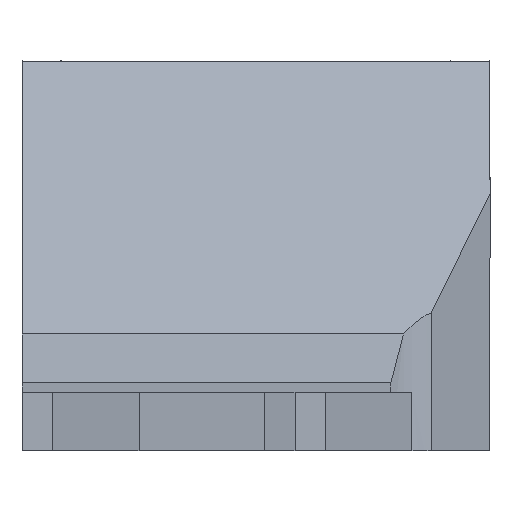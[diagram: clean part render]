
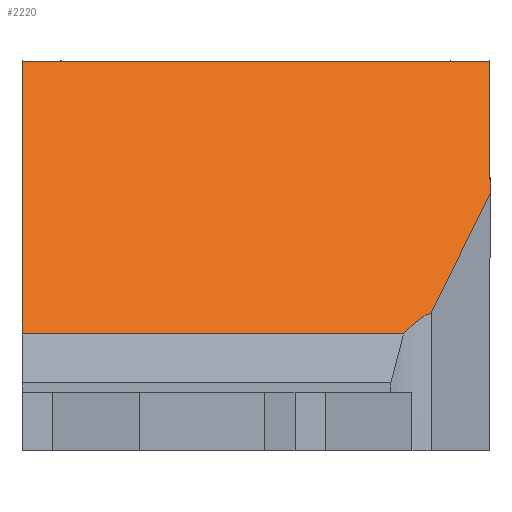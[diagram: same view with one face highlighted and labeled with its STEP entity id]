
A CAD part, left-side view. The second image highlights one B-rep face of the part: STEP entity #2220.
In plain terms, the highlighted planar face has unit normal (-0.819, 0, 0.574).
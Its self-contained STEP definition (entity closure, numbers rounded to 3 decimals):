
#55 =( BOUNDED_CURVE ( )  B_SPLINE_CURVE ( 3, ( #424, #1741, #2159, #1609 ),
 .UNSPECIFIED., .F., .T. ) 
 B_SPLINE_CURVE_WITH_KNOTS ( ( 4, 4 ),
 ( 5.591, 5.991 ),
 .UNSPECIFIED. ) 
 CURVE ( )  GEOMETRIC_REPRESENTATION_ITEM ( )  RATIONAL_B_SPLINE_CURVE ( ( 1., 0.987, 0.987, 1. ) ) 
 REPRESENTATION_ITEM ( '' )  );
#108 = DIRECTION ( 'NONE',  ( -0.819, 0., 0.574 ) ) ;
#163 = EDGE_CURVE ( 'NONE', #1365, #2575, #340, .T. ) ;
#174 = AXIS2_PLACEMENT_3D ( 'NONE', #1860, #108, #1549 ) ;
#178 = VERTEX_POINT ( 'NONE', #2194 ) ;
#252 = CARTESIAN_POINT ( 'NONE',  ( -117.973, 12., 15.079 ) ) ;
#300 = ORIENTED_EDGE ( 'NONE', *, *, #443, .T. ) ;
#336 = VECTOR ( 'NONE', #2270, 1000. ) ;
#340 = LINE ( 'NONE', #252, #2013 ) ;
#344 = ORIENTED_EDGE ( 'NONE', *, *, #948, .T. ) ;
#424 = CARTESIAN_POINT ( 'NONE',  ( -124.33, -7.563, 6. ) ) ;
#443 = EDGE_CURVE ( 'NONE', #2575, #2314, #2074, .T. ) ;
#647 = ORIENTED_EDGE ( 'NONE', *, *, #2603, .F. ) ;
#699 = CARTESIAN_POINT ( 'NONE',  ( -114.527, 12., 20. ) ) ;
#733 = CARTESIAN_POINT ( 'NONE',  ( -124.33, -7.563, 6. ) ) ;
#795 = CARTESIAN_POINT ( 'NONE',  ( -114.527, -12., 20. ) ) ;
#886 = CARTESIAN_POINT ( 'NONE',  ( -119.276, -12., 13.219 ) ) ;
#896 = CARTESIAN_POINT ( 'NONE',  ( -124.33, 12., 6. ) ) ;
#901 = DIRECTION ( 'NONE',  ( -0.574, 0., -0.819 ) ) ;
#931 = EDGE_LOOP ( 'NONE', ( #2543, #300, #2186, #1833, #344, #647 ) ) ;
#948 = EDGE_CURVE ( 'NONE', #1543, #2091, #2604, .T. ) ;
#1232 = VECTOR ( 'NONE', #2023, 1000. ) ;
#1299 = LINE ( 'NONE', #1590, #1232 ) ;
#1316 = EDGE_CURVE ( 'NONE', #2314, #178, #55, .T. ) ;
#1356 = EDGE_CURVE ( 'NONE', #178, #1543, #1299, .T. ) ;
#1365 = VERTEX_POINT ( 'NONE', #699 ) ;
#1418 = DIRECTION ( 'NONE',  ( 0.574, 0., 0.819 ) ) ;
#1429 = CARTESIAN_POINT ( 'NONE',  ( -124.33, 173.056, 6. ) ) ;
#1437 = VECTOR ( 'NONE', #1418, 1000. ) ;
#1462 = LINE ( 'NONE', #2440, #2496 ) ;
#1543 = VERTEX_POINT ( 'NONE', #886 ) ;
#1549 = DIRECTION ( 'NONE',  ( -0.574, 0., -0.819 ) ) ;
#1590 = CARTESIAN_POINT ( 'NONE',  ( -193.111, 39.7, -92.229 ) ) ;
#1609 = CARTESIAN_POINT ( 'NONE',  ( -123.56, -9., 7.1 ) ) ;
#1741 = CARTESIAN_POINT ( 'NONE',  ( -123.979, -7.987, 6.502 ) ) ;
#1833 = ORIENTED_EDGE ( 'NONE', *, *, #1356, .T. ) ;
#1860 = CARTESIAN_POINT ( 'NONE',  ( -124.33, 173.056, 6. ) ) ;
#1963 = PLANE ( 'NONE',  #174 ) ;
#2013 = VECTOR ( 'NONE', #901, 1000. ) ;
#2023 = DIRECTION ( 'NONE',  ( 0.532, -0.373, 0.76 ) ) ;
#2053 = CARTESIAN_POINT ( 'NONE',  ( -117.973, -12., 15.079 ) ) ;
#2074 = LINE ( 'NONE', #1429, #336 ) ;
#2091 = VERTEX_POINT ( 'NONE', #795 ) ;
#2117 = FACE_OUTER_BOUND ( 'NONE', #931, .T. ) ;
#2159 = CARTESIAN_POINT ( 'NONE',  ( -123.718, -8.473, 6.874 ) ) ;
#2186 = ORIENTED_EDGE ( 'NONE', *, *, #1316, .T. ) ;
#2194 = CARTESIAN_POINT ( 'NONE',  ( -123.56, -9., 7.1 ) ) ;
#2220 = ADVANCED_FACE ( 'NONE', ( #2117 ), #1963, .T. ) ;
#2270 = DIRECTION ( 'NONE',  ( 0., -1., 0. ) ) ;
#2314 = VERTEX_POINT ( 'NONE', #733 ) ;
#2440 = CARTESIAN_POINT ( 'NONE',  ( -114.527, 173.056, 20. ) ) ;
#2496 = VECTOR ( 'NONE', #2570, 1000. ) ;
#2543 = ORIENTED_EDGE ( 'NONE', *, *, #163, .T. ) ;
#2570 = DIRECTION ( 'NONE',  ( 0., -1., 0. ) ) ;
#2575 = VERTEX_POINT ( 'NONE', #896 ) ;
#2603 = EDGE_CURVE ( 'NONE', #1365, #2091, #1462, .T. ) ;
#2604 = LINE ( 'NONE', #2053, #1437 ) ;
